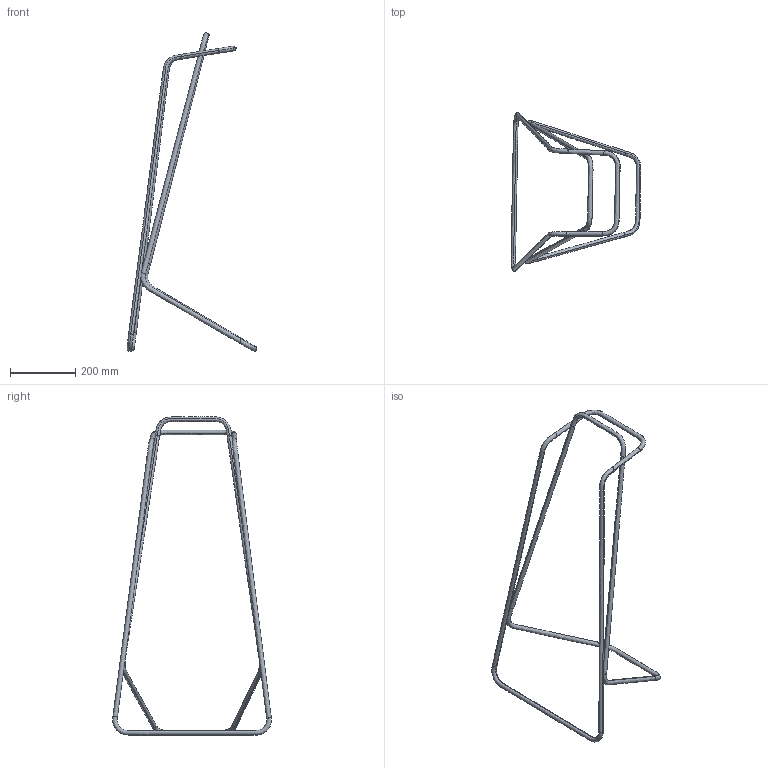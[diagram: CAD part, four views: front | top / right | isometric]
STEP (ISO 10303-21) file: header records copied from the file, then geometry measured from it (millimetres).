
FILE_DESCRIPTION(/* description */ (''),/* implementation_level */ '2;1');
FILE_NAME(/* name */ 'MatinForet_Servant',/* time_stamp */ '2017-08-12T19:58:55+02:00',/* author */ (''),/* organization */ (''),/* preprocessor_version */ 'ST-DEVELOPER v10',/* originating_system */ '',/* authorisation */ '');
FILE_SCHEMA (('CONFIG_CONTROL_DESIGN'));
Length unit declared in the file: millimetre
Products named in the file (1): 1
Bounding box: 399.46 x 487.98 x 977.59 mm (x, y, z)
Volume: 868726 mm3; surface area: 248112.5 mm2
Topology: 2 solids, 2 shells, 24 faces, 48 edges, 24 vertices
Faces by surface type: bspline 24
Entity records: 8927 total; most frequent: CARTESIAN_POINT 8573, ORIENTED_EDGE 96, EDGE_CURVE 48, ADVANCED_FACE 24, FACE_OUTER_BOUND 24, EDGE_LOOP 24, VERTEX_POINT 24, B_SPLINE_CURVE_WITH_KNOTS 20
